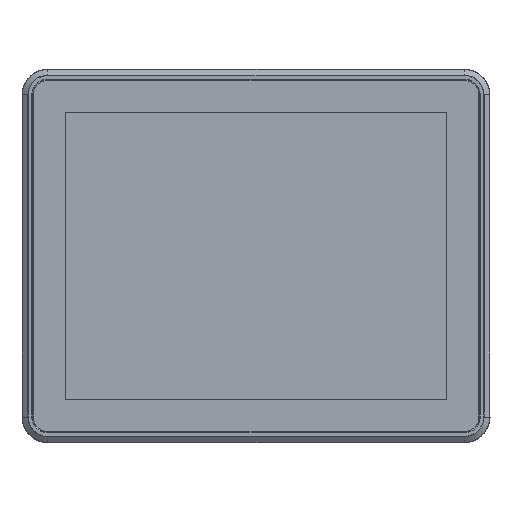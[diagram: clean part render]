
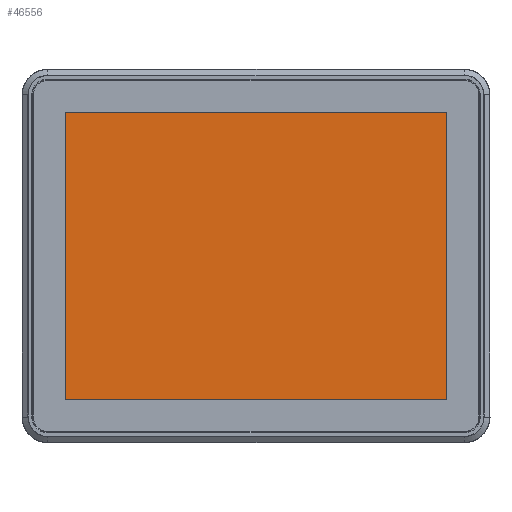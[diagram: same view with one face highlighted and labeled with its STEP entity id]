
A CAD part, top view. The second image highlights one B-rep face of the part: STEP entity #46556.
In plain terms, the highlighted planar face has unit normal (0, 0, 1).
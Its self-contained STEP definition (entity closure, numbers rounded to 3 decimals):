
#2789 = PLANE ( 'NONE',  #34176 ) ;
#3022 = EDGE_LOOP ( 'NONE', ( #30877, #7488, #39276, #24757 ) ) ;
#3753 = DIRECTION ( 'NONE',  ( 0., 1., 0. ) ) ;
#7455 = LINE ( 'NONE', #8169, #51615 ) ;
#7488 = ORIENTED_EDGE ( 'NONE', *, *, #43921, .T. ) ;
#8009 = CARTESIAN_POINT ( 'NONE',  ( -100.505, -75.93, 1.9 ) ) ;
#8169 = CARTESIAN_POINT ( 'NONE',  ( -100.505, 75.93, 1.9 ) ) ;
#8471 = CARTESIAN_POINT ( 'NONE',  ( -100.505, -75.93, 1.9 ) ) ;
#11119 = LINE ( 'NONE', #30644, #28001 ) ;
#15493 = EDGE_CURVE ( 'NONE', #17080, #25675, #36914, .T. ) ;
#17080 = VERTEX_POINT ( 'NONE', #57053 ) ;
#17604 = CARTESIAN_POINT ( 'NONE',  ( 100.505, 75.93, 1.9 ) ) ;
#23746 = VECTOR ( 'NONE', #44007, 1000. ) ;
#24757 = ORIENTED_EDGE ( 'NONE', *, *, #51021, .T. ) ;
#25379 = CARTESIAN_POINT ( 'NONE',  ( 0., 0., 1.9 ) ) ;
#25440 = EDGE_CURVE ( 'NONE', #40704, #26966, #36412, .T. ) ;
#25675 = VERTEX_POINT ( 'NONE', #36817 ) ;
#26966 = VERTEX_POINT ( 'NONE', #56099 ) ;
#28001 = VECTOR ( 'NONE', #3753, 1000. ) ;
#29899 = DIRECTION ( 'NONE',  ( -1., 0., 0. ) ) ;
#30644 = CARTESIAN_POINT ( 'NONE',  ( 100.505, -75.93, 1.9 ) ) ;
#30877 = ORIENTED_EDGE ( 'NONE', *, *, #25440, .T. ) ;
#34176 = AXIS2_PLACEMENT_3D ( 'NONE', #25379, #56285, #29899 ) ;
#34815 = DIRECTION ( 'NONE',  ( 0., -1., 0. ) ) ;
#35113 = DIRECTION ( 'NONE',  ( 1., 0., 0. ) ) ;
#36412 = LINE ( 'NONE', #8471, #50979 ) ;
#36817 = CARTESIAN_POINT ( 'NONE',  ( -100.505, 75.93, 1.9 ) ) ;
#36914 = LINE ( 'NONE', #17604, #23746 ) ;
#39276 = ORIENTED_EDGE ( 'NONE', *, *, #15493, .T. ) ;
#40704 = VERTEX_POINT ( 'NONE', #8009 ) ;
#43921 = EDGE_CURVE ( 'NONE', #26966, #17080, #11119, .T. ) ;
#44007 = DIRECTION ( 'NONE',  ( -1., 0., 0. ) ) ;
#46556 = ADVANCED_FACE ( 'NONE', ( #51558 ), #2789, .T. ) ;
#50979 = VECTOR ( 'NONE', #35113, 1000. ) ;
#51021 = EDGE_CURVE ( 'NONE', #25675, #40704, #7455, .T. ) ;
#51558 = FACE_OUTER_BOUND ( 'NONE', #3022, .T. ) ;
#51615 = VECTOR ( 'NONE', #34815, 1000. ) ;
#56099 = CARTESIAN_POINT ( 'NONE',  ( 100.505, -75.93, 1.9 ) ) ;
#56285 = DIRECTION ( 'NONE',  ( 0., 0., 1. ) ) ;
#57053 = CARTESIAN_POINT ( 'NONE',  ( 100.505, 75.93, 1.9 ) ) ;
